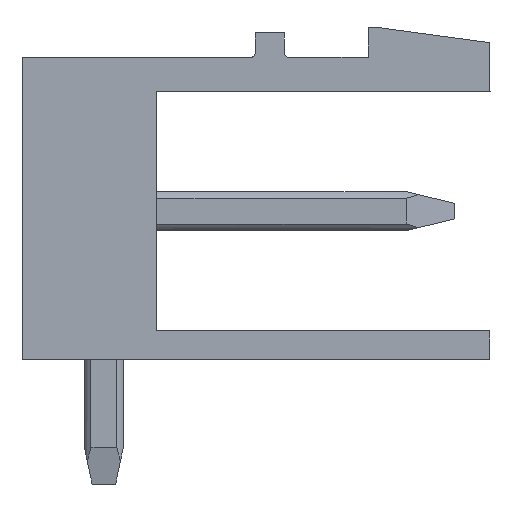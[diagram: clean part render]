
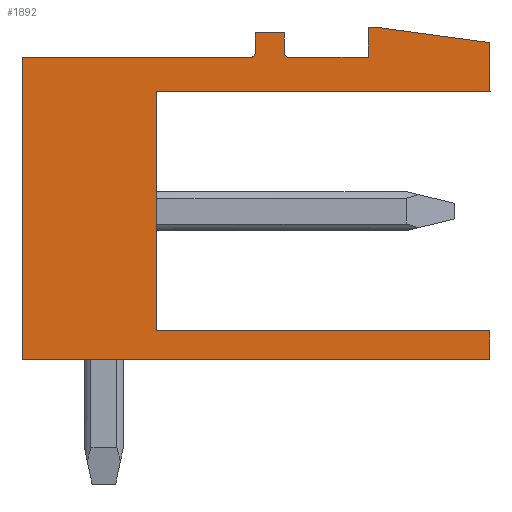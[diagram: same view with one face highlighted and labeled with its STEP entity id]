
A CAD part, left-side view. The second image highlights one B-rep face of the part: STEP entity #1892.
In plain terms, the highlighted planar face has unit normal (-1, 0, 0).
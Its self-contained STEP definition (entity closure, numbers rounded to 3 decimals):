
#969=AXIS2_PLACEMENT_3D('Circle Axis2P3D',#967,#968,$) ;
#1093=AXIS2_PLACEMENT_3D('Circle Axis2P3D',#1091,#1092,$) ;
#1871=AXIS2_PLACEMENT_3D('Plane Axis2P3D',#1868,#1869,#1870) ;
#49=CARTESIAN_POINT('Vertex',(0.,8.55,3.93)) ;
#52=CARTESIAN_POINT('Line Origine',(0.,4.275,3.93)) ;
#56=CARTESIAN_POINT('Vertex',(0.,0.,3.93)) ;
#87=CARTESIAN_POINT('Vertex',(0.,8.55,10.06)) ;
#90=CARTESIAN_POINT('Line Origine',(0.,8.55,6.995)) ;
#778=CARTESIAN_POINT('Vertex',(0.,0.,10.06)) ;
#781=CARTESIAN_POINT('Line Origine',(0.,4.275,10.06)) ;
#809=CARTESIAN_POINT('Vertex',(0.,0.,11.32)) ;
#812=CARTESIAN_POINT('Line Origine',(0.,0.,10.69)) ;
#840=CARTESIAN_POINT('Vertex',(0.,2.8,11.7)) ;
#843=CARTESIAN_POINT('Line Origine',(0.,1.4,11.51)) ;
#871=CARTESIAN_POINT('Vertex',(0.,3.12,11.7)) ;
#874=CARTESIAN_POINT('Line Origine',(0.,2.96,11.7)) ;
#902=CARTESIAN_POINT('Vertex',(0.,3.12,10.95)) ;
#905=CARTESIAN_POINT('Line Origine',(0.,3.12,11.325)) ;
#933=CARTESIAN_POINT('Vertex',(0.,5.17,10.95)) ;
#936=CARTESIAN_POINT('Line Origine',(0.,4.145,10.95)) ;
#964=CARTESIAN_POINT('Vertex',(0.,5.27,11.05)) ;
#967=CARTESIAN_POINT('Axis2P3D Location',(0.,5.17,11.05)) ;
#995=CARTESIAN_POINT('Vertex',(0.,5.27,11.57)) ;
#998=CARTESIAN_POINT('Line Origine',(0.,5.27,11.31)) ;
#1026=CARTESIAN_POINT('Vertex',(0.,6.02,11.57)) ;
#1029=CARTESIAN_POINT('Line Origine',(0.,5.645,11.57)) ;
#1057=CARTESIAN_POINT('Vertex',(0.,6.02,11.05)) ;
#1060=CARTESIAN_POINT('Line Origine',(0.,6.02,11.31)) ;
#1088=CARTESIAN_POINT('Vertex',(0.,6.12,10.95)) ;
#1091=CARTESIAN_POINT('Axis2P3D Location',(0.,6.12,11.05)) ;
#1114=CARTESIAN_POINT('Vertex',(0.,12.,10.95)) ;
#1117=CARTESIAN_POINT('Line Origine',(0.,9.06,10.95)) ;
#1145=CARTESIAN_POINT('Vertex',(0.,12.,3.2)) ;
#1148=CARTESIAN_POINT('Line Origine',(0.,12.,7.075)) ;
#1176=CARTESIAN_POINT('Vertex',(0.,0.,3.2)) ;
#1179=CARTESIAN_POINT('Line Origine',(0.,6.,3.2)) ;
#1856=CARTESIAN_POINT('Line Origine',(0.,0.,3.565)) ;
#1868=CARTESIAN_POINT('Axis2P3D Location',(0.,0.,0.)) ;
#53=DIRECTION('Vector Direction',(0.,1.,0.)) ;
#91=DIRECTION('Vector Direction',(0.,0.,-1.)) ;
#782=DIRECTION('Vector Direction',(0.,-1.,0.)) ;
#813=DIRECTION('Vector Direction',(0.,0.,1.)) ;
#844=DIRECTION('Vector Direction',(0.,0.991,0.134)) ;
#875=DIRECTION('Vector Direction',(0.,1.,0.)) ;
#906=DIRECTION('Vector Direction',(0.,0.,-1.)) ;
#937=DIRECTION('Vector Direction',(0.,1.,0.)) ;
#968=DIRECTION('Axis2P3D Direction',(-1.,0.,0.)) ;
#999=DIRECTION('Vector Direction',(0.,0.,1.)) ;
#1030=DIRECTION('Vector Direction',(0.,1.,0.)) ;
#1061=DIRECTION('Vector Direction',(0.,0.,-1.)) ;
#1092=DIRECTION('Axis2P3D Direction',(-1.,0.,0.)) ;
#1118=DIRECTION('Vector Direction',(0.,1.,0.)) ;
#1149=DIRECTION('Vector Direction',(0.,0.,-1.)) ;
#1180=DIRECTION('Vector Direction',(0.,1.,0.)) ;
#1857=DIRECTION('Vector Direction',(0.,0.,-1.)) ;
#1869=DIRECTION('Axis2P3D Direction',(-1.,0.,0.)) ;
#1870=DIRECTION('Axis2P3D XDirection',(0.,0.,1.)) ;
#54=VECTOR('Line Direction',#53,1.) ;
#92=VECTOR('Line Direction',#91,1.) ;
#783=VECTOR('Line Direction',#782,1.) ;
#814=VECTOR('Line Direction',#813,1.) ;
#845=VECTOR('Line Direction',#844,1.) ;
#876=VECTOR('Line Direction',#875,1.) ;
#907=VECTOR('Line Direction',#906,1.) ;
#938=VECTOR('Line Direction',#937,1.) ;
#1000=VECTOR('Line Direction',#999,1.) ;
#1031=VECTOR('Line Direction',#1030,1.) ;
#1062=VECTOR('Line Direction',#1061,1.) ;
#1119=VECTOR('Line Direction',#1118,1.) ;
#1150=VECTOR('Line Direction',#1149,1.) ;
#1181=VECTOR('Line Direction',#1180,1.) ;
#1858=VECTOR('Line Direction',#1857,1.) ;
#1874=ORIENTED_EDGE('',*,*,#58,.T.) ;
#1875=ORIENTED_EDGE('',*,*,#94,.T.) ;
#1876=ORIENTED_EDGE('',*,*,#785,.T.) ;
#1877=ORIENTED_EDGE('',*,*,#816,.T.) ;
#1878=ORIENTED_EDGE('',*,*,#847,.T.) ;
#1879=ORIENTED_EDGE('',*,*,#878,.T.) ;
#1880=ORIENTED_EDGE('',*,*,#909,.T.) ;
#1881=ORIENTED_EDGE('',*,*,#940,.T.) ;
#1882=ORIENTED_EDGE('',*,*,#971,.T.) ;
#1883=ORIENTED_EDGE('',*,*,#1002,.T.) ;
#1884=ORIENTED_EDGE('',*,*,#1033,.T.) ;
#1885=ORIENTED_EDGE('',*,*,#1064,.T.) ;
#1886=ORIENTED_EDGE('',*,*,#1095,.T.) ;
#1887=ORIENTED_EDGE('',*,*,#1121,.T.) ;
#1888=ORIENTED_EDGE('',*,*,#1152,.T.) ;
#1889=ORIENTED_EDGE('',*,*,#1183,.T.) ;
#1890=ORIENTED_EDGE('',*,*,#1860,.T.) ;
#1892=ADVANCED_FACE('Housing',(#1891),#1872,.T.) ;
#970=CIRCLE('generated circle',#969,0.1) ;
#1094=CIRCLE('generated circle',#1093,0.1) ;
#58=EDGE_CURVE('',#57,#50,#55,.T.) ;
#94=EDGE_CURVE('',#50,#88,#93,.F.) ;
#785=EDGE_CURVE('',#88,#779,#784,.T.) ;
#816=EDGE_CURVE('',#779,#810,#815,.T.) ;
#847=EDGE_CURVE('',#810,#841,#846,.T.) ;
#878=EDGE_CURVE('',#841,#872,#877,.T.) ;
#909=EDGE_CURVE('',#872,#903,#908,.T.) ;
#940=EDGE_CURVE('',#903,#934,#939,.T.) ;
#971=EDGE_CURVE('',#934,#965,#970,.F.) ;
#1002=EDGE_CURVE('',#965,#996,#1001,.T.) ;
#1033=EDGE_CURVE('',#996,#1027,#1032,.T.) ;
#1064=EDGE_CURVE('',#1027,#1058,#1063,.T.) ;
#1095=EDGE_CURVE('',#1058,#1089,#1094,.F.) ;
#1121=EDGE_CURVE('',#1089,#1115,#1120,.T.) ;
#1152=EDGE_CURVE('',#1115,#1146,#1151,.T.) ;
#1183=EDGE_CURVE('',#1146,#1177,#1182,.F.) ;
#1860=EDGE_CURVE('',#1177,#57,#1859,.F.) ;
#1873=EDGE_LOOP('',(#1874,#1875,#1876,#1877,#1878,#1879,#1880,#1881,#1882,#1883,#1884,#1885,#1886,#1887,#1888,#1889,#1890)) ;
#1891=FACE_OUTER_BOUND('',#1873,.T.) ;
#55=LINE('Line',#52,#54) ;
#93=LINE('Line',#90,#92) ;
#784=LINE('Line',#781,#783) ;
#815=LINE('Line',#812,#814) ;
#846=LINE('Line',#843,#845) ;
#877=LINE('Line',#874,#876) ;
#908=LINE('Line',#905,#907) ;
#939=LINE('Line',#936,#938) ;
#1001=LINE('Line',#998,#1000) ;
#1032=LINE('Line',#1029,#1031) ;
#1063=LINE('Line',#1060,#1062) ;
#1120=LINE('Line',#1117,#1119) ;
#1151=LINE('Line',#1148,#1150) ;
#1182=LINE('Line',#1179,#1181) ;
#1859=LINE('Line',#1856,#1858) ;
#1872=PLANE('',#1871) ;
#50=VERTEX_POINT('',#49) ;
#57=VERTEX_POINT('',#56) ;
#88=VERTEX_POINT('',#87) ;
#779=VERTEX_POINT('',#778) ;
#810=VERTEX_POINT('',#809) ;
#841=VERTEX_POINT('',#840) ;
#872=VERTEX_POINT('',#871) ;
#903=VERTEX_POINT('',#902) ;
#934=VERTEX_POINT('',#933) ;
#965=VERTEX_POINT('',#964) ;
#996=VERTEX_POINT('',#995) ;
#1027=VERTEX_POINT('',#1026) ;
#1058=VERTEX_POINT('',#1057) ;
#1089=VERTEX_POINT('',#1088) ;
#1115=VERTEX_POINT('',#1114) ;
#1146=VERTEX_POINT('',#1145) ;
#1177=VERTEX_POINT('',#1176) ;
